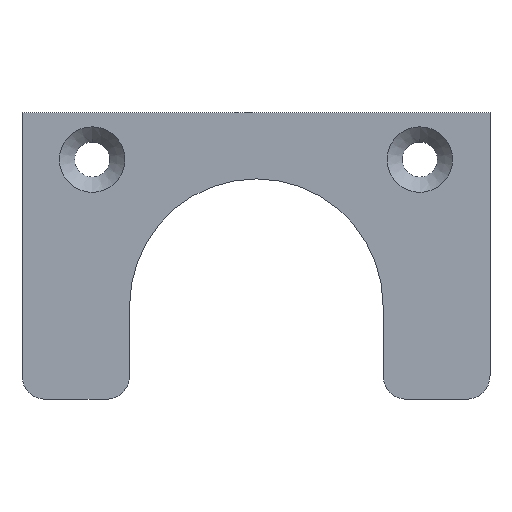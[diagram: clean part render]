
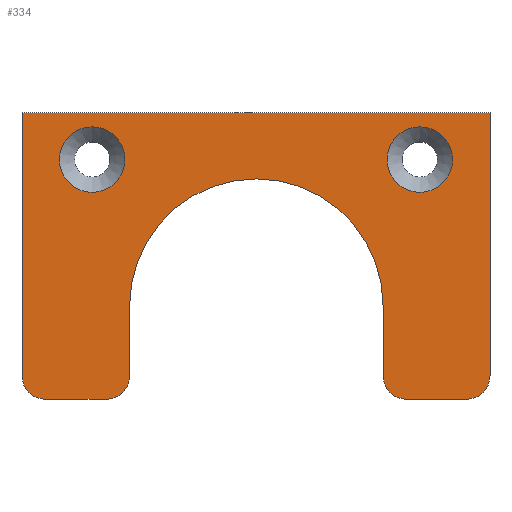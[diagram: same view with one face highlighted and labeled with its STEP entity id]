
A CAD part, front view. The second image highlights one B-rep face of the part: STEP entity #334.
In plain terms, the highlighted planar face has unit normal (0, -1, 0).
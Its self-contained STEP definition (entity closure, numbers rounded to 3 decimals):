
#3 = CARTESIAN_POINT ( 'NONE',  ( 13.97, 0., 15.28 ) ) ;
#4 = CARTESIAN_POINT ( 'NONE',  ( -20.03, 0., 16.48 ) ) ;
#5 = CIRCLE ( 'NONE', #626, 2. ) ;
#8 = VERTEX_POINT ( 'NONE', #73 ) ;
#9 = EDGE_CURVE ( 'NONE', #80, #545, #482, .T. ) ;
#11 = EDGE_CURVE ( 'NONE', #237, #714, #346, .T. ) ;
#25 = DIRECTION ( 'NONE',  ( 0., 0., 1. ) ) ;
#27 = AXIS2_PLACEMENT_3D ( 'NONE', #460, #454, #172 ) ;
#34 = DIRECTION ( 'NONE',  ( 0., 0., -1. ) ) ;
#35 = CARTESIAN_POINT ( 'NONE',  ( 10.83, 0., -6. ) ) ;
#45 = DIRECTION ( 'NONE',  ( -1., 0., 0. ) ) ;
#47 = EDGE_LOOP ( 'NONE', ( #209, #667 ) ) ;
#56 = DIRECTION ( 'NONE',  ( 0., -1., 0. ) ) ;
#60 = EDGE_CURVE ( 'NONE', #210, #642, #5, .T. ) ;
#63 = CIRCLE ( 'NONE', #593, 2.8 ) ;
#70 = LINE ( 'NONE', #542, #198 ) ;
#73 = CARTESIAN_POINT ( 'NONE',  ( 19.97, 0., 16.48 ) ) ;
#79 = VERTEX_POINT ( 'NONE', #493 ) ;
#80 = VERTEX_POINT ( 'NONE', #35 ) ;
#81 = DIRECTION ( 'NONE',  ( 0., 0., 1. ) ) ;
#86 = VECTOR ( 'NONE', #34, 1000. ) ;
#89 = ORIENTED_EDGE ( 'NONE', *, *, #354, .T. ) ;
#91 = CARTESIAN_POINT ( 'NONE',  ( -18.03, 0., -8. ) ) ;
#94 = EDGE_CURVE ( 'NONE', #391, #642, #70, .T. ) ;
#97 = EDGE_LOOP ( 'NONE', ( #501, #89 ) ) ;
#104 = CARTESIAN_POINT ( 'NONE',  ( 10.83, 0., -8. ) ) ;
#114 = CARTESIAN_POINT ( 'NONE',  ( 17.97, 0., -6. ) ) ;
#115 = AXIS2_PLACEMENT_3D ( 'NONE', #173, #281, #180 ) ;
#116 = ORIENTED_EDGE ( 'NONE', *, *, #461, .T. ) ;
#127 = CARTESIAN_POINT ( 'NONE',  ( 19.97, 0., -6. ) ) ;
#131 = CARTESIAN_POINT ( 'NONE',  ( -14.03, 0., 12.48 ) ) ;
#140 = LINE ( 'NONE', #478, #710 ) ;
#142 = VECTOR ( 'NONE', #225, 1000. ) ;
#151 = ORIENTED_EDGE ( 'NONE', *, *, #235, .F. ) ;
#157 = LINE ( 'NONE', #165, #285 ) ;
#164 = DIRECTION ( 'NONE',  ( -1., 0., 0. ) ) ;
#165 = CARTESIAN_POINT ( 'NONE',  ( -10.83, 0., 0. ) ) ;
#167 = DIRECTION ( 'NONE',  ( 0., 0., -1. ) ) ;
#172 = DIRECTION ( 'NONE',  ( 0., 0., 1. ) ) ;
#173 = CARTESIAN_POINT ( 'NONE',  ( 0., 0., 0. ) ) ;
#175 = LINE ( 'NONE', #4, #142 ) ;
#180 = DIRECTION ( 'NONE',  ( 0., 0., 1. ) ) ;
#181 = AXIS2_PLACEMENT_3D ( 'NONE', #323, #438, #326 ) ;
#185 = EDGE_CURVE ( 'NONE', #622, #79, #572, .T. ) ;
#189 = CARTESIAN_POINT ( 'NONE',  ( -20.03, 0., 16.48 ) ) ;
#193 = DIRECTION ( 'NONE',  ( 0., 1., 0. ) ) ;
#198 = VECTOR ( 'NONE', #45, 1000. ) ;
#206 = CIRCLE ( 'NONE', #466, 2. ) ;
#209 = ORIENTED_EDGE ( 'NONE', *, *, #318, .T. ) ;
#210 = VERTEX_POINT ( 'NONE', #668 ) ;
#218 = VERTEX_POINT ( 'NONE', #446 ) ;
#221 = EDGE_CURVE ( 'NONE', #545, #218, #498, .T. ) ;
#225 = DIRECTION ( 'NONE',  ( 1., 0., 0. ) ) ;
#235 = EDGE_CURVE ( 'NONE', #218, #374, #157, .T. ) ;
#237 = VERTEX_POINT ( 'NONE', #561 ) ;
#241 = DIRECTION ( 'NONE',  ( 0., -1., 0. ) ) ;
#242 = DIRECTION ( 'NONE',  ( 0., 0., 1. ) ) ;
#247 = ORIENTED_EDGE ( 'NONE', *, *, #537, .F. ) ;
#279 = EDGE_CURVE ( 'NONE', #518, #8, #175, .T. ) ;
#281 = DIRECTION ( 'NONE',  ( 0., 1., 0. ) ) ;
#285 = VECTOR ( 'NONE', #167, 1000. ) ;
#288 = ORIENTED_EDGE ( 'NONE', *, *, #693, .T. ) ;
#290 = AXIS2_PLACEMENT_3D ( 'NONE', #450, #574, #507 ) ;
#298 = VERTEX_POINT ( 'NONE', #3 ) ;
#316 = CARTESIAN_POINT ( 'NONE',  ( 12.83, 0., -6. ) ) ;
#318 = EDGE_CURVE ( 'NONE', #651, #298, #679, .T. ) ;
#320 = VERTEX_POINT ( 'NONE', #127 ) ;
#323 = CARTESIAN_POINT ( 'NONE',  ( 0., 0., 0. ) ) ;
#326 = DIRECTION ( 'NONE',  ( 0., 0., 1. ) ) ;
#334 = ADVANCED_FACE ( 'NONE', ( #399, #471, #570 ), #680, .F. ) ;
#336 = DIRECTION ( 'NONE',  ( 0., 0., 1. ) ) ;
#343 = DIRECTION ( 'NONE',  ( 0., 0., 1. ) ) ;
#346 = CIRCLE ( 'NONE', #547, 2.8 ) ;
#347 = ORIENTED_EDGE ( 'NONE', *, *, #60, .T. ) ;
#352 = CARTESIAN_POINT ( 'NONE',  ( 10.83, 0., 0. ) ) ;
#354 = EDGE_CURVE ( 'NONE', #714, #237, #641, .T. ) ;
#362 = CARTESIAN_POINT ( 'NONE',  ( 10.83, 0., 0. ) ) ;
#374 = VERTEX_POINT ( 'NONE', #564 ) ;
#375 = ORIENTED_EDGE ( 'NONE', *, *, #717, .T. ) ;
#376 = ORIENTED_EDGE ( 'NONE', *, *, #9, .F. ) ;
#391 = VERTEX_POINT ( 'NONE', #403 ) ;
#399 = FACE_BOUND ( 'NONE', #97, .T. ) ;
#403 = CARTESIAN_POINT ( 'NONE',  ( -12.83, 0., -8. ) ) ;
#407 = LINE ( 'NONE', #654, #86 ) ;
#409 = VECTOR ( 'NONE', #164, 1000. ) ;
#411 = ORIENTED_EDGE ( 'NONE', *, *, #94, .F. ) ;
#414 = CARTESIAN_POINT ( 'NONE',  ( 17.97, 0., -8. ) ) ;
#426 = DIRECTION ( 'NONE',  ( 0., 0., 1. ) ) ;
#438 = DIRECTION ( 'NONE',  ( 0., -1., 0. ) ) ;
#446 = CARTESIAN_POINT ( 'NONE',  ( -10.83, 0., 0. ) ) ;
#450 = CARTESIAN_POINT ( 'NONE',  ( 13.97, 0., 12.48 ) ) ;
#454 = DIRECTION ( 'NONE',  ( 0., 1., 0. ) ) ;
#458 = ORIENTED_EDGE ( 'NONE', *, *, #279, .F. ) ;
#460 = CARTESIAN_POINT ( 'NONE',  ( -14.03, 0., 12.48 ) ) ;
#461 = EDGE_CURVE ( 'NONE', #391, #374, #534, .T. ) ;
#466 = AXIS2_PLACEMENT_3D ( 'NONE', #114, #495, #336 ) ;
#471 = FACE_BOUND ( 'NONE', #47, .T. ) ;
#478 = CARTESIAN_POINT ( 'NONE',  ( -20.03, 0., -8. ) ) ;
#482 = LINE ( 'NONE', #352, #695 ) ;
#483 = ORIENTED_EDGE ( 'NONE', *, *, #550, .F. ) ;
#486 = DIRECTION ( 'NONE',  ( 0., -1., 0. ) ) ;
#493 = CARTESIAN_POINT ( 'NONE',  ( 12.83, 0., -8. ) ) ;
#495 = DIRECTION ( 'NONE',  ( 0., -1., 0. ) ) ;
#498 = CIRCLE ( 'NONE', #181, 10.83 ) ;
#501 = ORIENTED_EDGE ( 'NONE', *, *, #11, .T. ) ;
#507 = DIRECTION ( 'NONE',  ( 0., 0., 1. ) ) ;
#518 = VERTEX_POINT ( 'NONE', #189 ) ;
#525 = ORIENTED_EDGE ( 'NONE', *, *, #221, .F. ) ;
#531 = AXIS2_PLACEMENT_3D ( 'NONE', #316, #56, #616 ) ;
#534 = CIRCLE ( 'NONE', #687, 2. ) ;
#537 = EDGE_CURVE ( 'NONE', #8, #320, #407, .T. ) ;
#542 = CARTESIAN_POINT ( 'NONE',  ( -20.03, 0., -8. ) ) ;
#545 = VERTEX_POINT ( 'NONE', #362 ) ;
#547 = AXIS2_PLACEMENT_3D ( 'NONE', #131, #580, #242 ) ;
#550 = EDGE_CURVE ( 'NONE', #210, #518, #140, .T. ) ;
#561 = CARTESIAN_POINT ( 'NONE',  ( -14.03, 0., 9.68 ) ) ;
#564 = CARTESIAN_POINT ( 'NONE',  ( -10.83, 0., -6. ) ) ;
#570 = FACE_OUTER_BOUND ( 'NONE', #682, .T. ) ;
#572 = LINE ( 'NONE', #104, #409 ) ;
#574 = DIRECTION ( 'NONE',  ( 0., 1., 0. ) ) ;
#579 = CARTESIAN_POINT ( 'NONE',  ( -12.83, 0., -6. ) ) ;
#580 = DIRECTION ( 'NONE',  ( 0., 1., 0. ) ) ;
#592 = DIRECTION ( 'NONE',  ( 0., 0., 1. ) ) ;
#593 = AXIS2_PLACEMENT_3D ( 'NONE', #649, #193, #25 ) ;
#595 = CARTESIAN_POINT ( 'NONE',  ( 13.97, 0., 9.68 ) ) ;
#603 = EDGE_CURVE ( 'NONE', #298, #651, #63, .T. ) ;
#616 = DIRECTION ( 'NONE',  ( 0., 0., 1. ) ) ;
#622 = VERTEX_POINT ( 'NONE', #414 ) ;
#624 = ORIENTED_EDGE ( 'NONE', *, *, #185, .F. ) ;
#626 = AXIS2_PLACEMENT_3D ( 'NONE', #652, #486, #426 ) ;
#639 = CIRCLE ( 'NONE', #531, 2. ) ;
#641 = CIRCLE ( 'NONE', #27, 2.8 ) ;
#642 = VERTEX_POINT ( 'NONE', #91 ) ;
#649 = CARTESIAN_POINT ( 'NONE',  ( 13.97, 0., 12.48 ) ) ;
#651 = VERTEX_POINT ( 'NONE', #595 ) ;
#652 = CARTESIAN_POINT ( 'NONE',  ( -18.03, 0., -6. ) ) ;
#654 = CARTESIAN_POINT ( 'NONE',  ( 19.97, 0., -8. ) ) ;
#660 = CARTESIAN_POINT ( 'NONE',  ( -14.03, 0., 15.28 ) ) ;
#667 = ORIENTED_EDGE ( 'NONE', *, *, #603, .T. ) ;
#668 = CARTESIAN_POINT ( 'NONE',  ( -20.03, 0., -6. ) ) ;
#679 = CIRCLE ( 'NONE', #290, 2.8 ) ;
#680 = PLANE ( 'NONE',  #115 ) ;
#682 = EDGE_LOOP ( 'NONE', ( #624, #375, #247, #458, #483, #347, #411, #116, #151, #525, #376, #288 ) ) ;
#687 = AXIS2_PLACEMENT_3D ( 'NONE', #579, #241, #81 ) ;
#693 = EDGE_CURVE ( 'NONE', #80, #79, #639, .T. ) ;
#695 = VECTOR ( 'NONE', #343, 1000. ) ;
#710 = VECTOR ( 'NONE', #592, 1000. ) ;
#714 = VERTEX_POINT ( 'NONE', #660 ) ;
#717 = EDGE_CURVE ( 'NONE', #622, #320, #206, .T. ) ;
